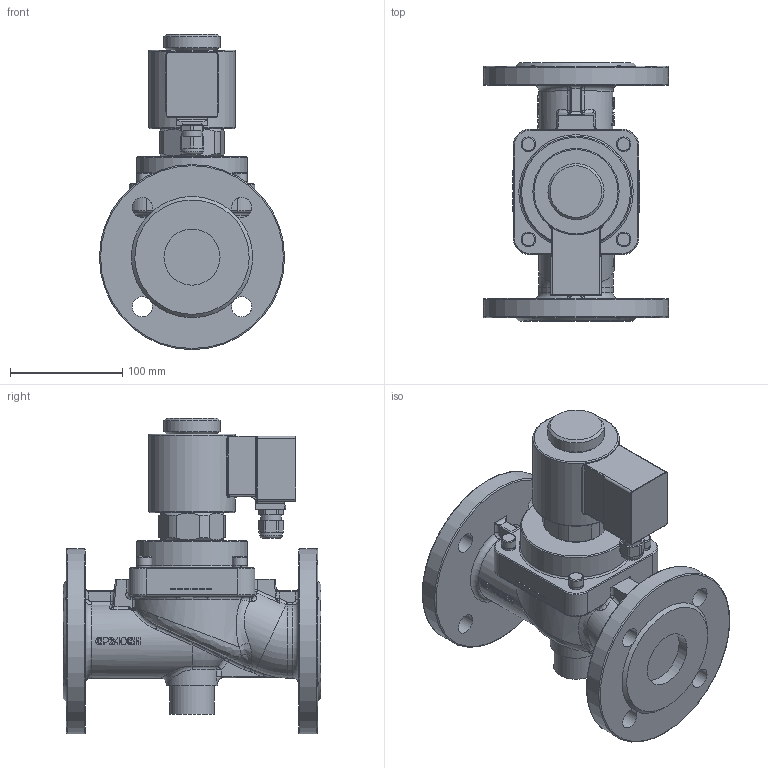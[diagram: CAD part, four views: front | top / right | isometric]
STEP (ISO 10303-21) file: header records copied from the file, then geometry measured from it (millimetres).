
FILE_DESCRIPTION(/* description */ ('3D-Modell'),/* implementation_level */ '2;1');
FILE_NAME(/* name */ '037.000325_A3706-0504-.242.stp',/* time_stamp */ '2021-01-18T08:00:37+01:00',/* author */ ('LBirkmann'),/* organization */ (''),/* preprocessor_version */ 'ST-DEVELOPER v16.1',/* originating_system */ 'Autodesk Inventor 2016',/* authorisation */ '');
FILE_SCHEMA (('AUTOMOTIVE_DESIGN { 1 0 10303 214 3 1 1 }'));
Products named in the file (1): 88-004985
Bounding box: 165 x 230 x 281.1 mm (x, y, z)
Volume: 2679693.5 mm3; surface area: 228242.6 mm2
Topology: 1 solids, 1 shells, 825 faces, 2140 edges, 1348 vertices
Faces by surface type: plane 299, bspline 285, cylinder 162, torus 50, cone 21, sphere 8
Full cylindrical faces by diameter (mm): 8 x4, 13 x4, 18 x9, 20 x1, 40 x1, 46 x1, 50 x3, 77 x1, 99 x1, 165 x2
Entity records: 41638 total; most frequent: CARTESIAN_POINT 23660, ORIENTED_EDGE 4110, DIRECTION 2966, EDGE_CURVE 2055, VERTEX_POINT 1331, AXIS2_PLACEMENT_3D 1053, EDGE_LOOP 948, LINE 860
